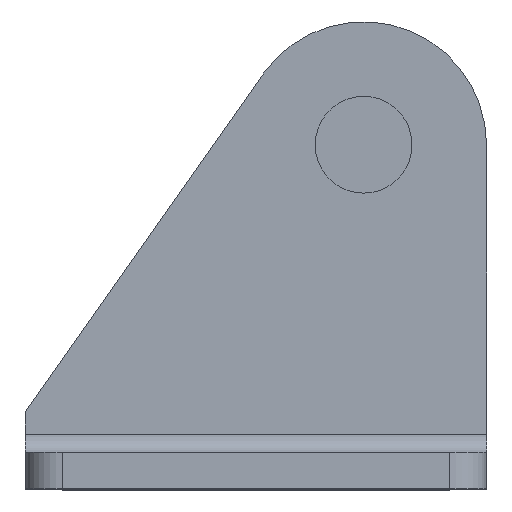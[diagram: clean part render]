
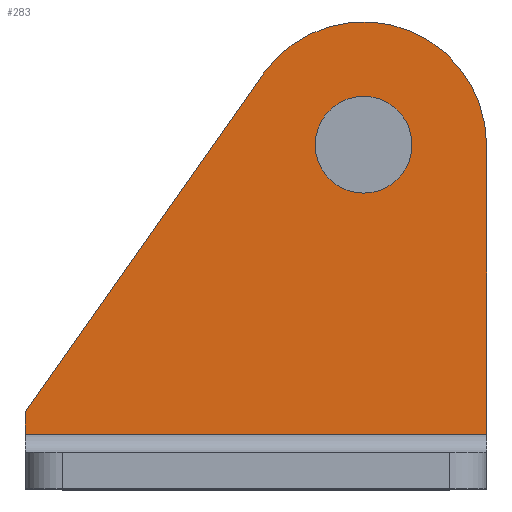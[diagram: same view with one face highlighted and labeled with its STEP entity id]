
A CAD part, top view. The second image highlights one B-rep face of the part: STEP entity #283.
In plain terms, the highlighted planar face has unit normal (0, 0, 1).
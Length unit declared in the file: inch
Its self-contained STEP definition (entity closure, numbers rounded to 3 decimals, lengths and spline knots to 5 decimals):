
#47 = CARTESIAN_POINT ( 'NONE',  ( -0.75, 0.12598, 0.22906 ) ) ;
#73 = CARTESIAN_POINT ( 'NONE',  ( 0., 0.08906, 0.22906 ) ) ;
#130 = CARTESIAN_POINT ( 'NONE',  ( 0., 0.08906, 0.22906 ) ) ;
#176 = CARTESIAN_POINT ( 'NONE',  ( -0.12126, 0.56, 0.22906 ) ) ;
#237 = CARTESIAN_POINT ( 'NONE',  ( 0., 0., 0.22906 ) ) ;
#283 = ADVANCED_FACE ( 'NONE', ( #1540, #502 ), #1032, .T. ) ;
#302 = DIRECTION ( 'NONE',  ( -0.576, -0.818, 0. ) ) ;
#303 = ORIENTED_EDGE ( 'NONE', *, *, #1332, .T. ) ;
#308 = CARTESIAN_POINT ( 'NONE',  ( -0.36356, 0.6751, 0.22906 ) ) ;
#310 = EDGE_CURVE ( 'NONE', #505, #319, #1135, .T. ) ;
#319 = VERTEX_POINT ( 'NONE', #506 ) ;
#324 = DIRECTION ( 'NONE',  ( 0., 0., 1. ) ) ;
#355 = CARTESIAN_POINT ( 'NONE',  ( -0.36356, 0.6751, 0.22906 ) ) ;
#365 = CARTESIAN_POINT ( 'NONE',  ( -0.2, 0.56, 0.22906 ) ) ;
#378 = VECTOR ( 'NONE', #1705, 39.37008 ) ;
#417 = ORIENTED_EDGE ( 'NONE', *, *, #836, .F. ) ;
#419 = CARTESIAN_POINT ( 'NONE',  ( -0.2, 0.56, 0.22906 ) ) ;
#435 = ORIENTED_EDGE ( 'NONE', *, *, #1029, .F. ) ;
#459 = VECTOR ( 'NONE', #1585, 39.37008 ) ;
#494 = DIRECTION ( 'NONE',  ( 0., 0., 1. ) ) ;
#502 = FACE_OUTER_BOUND ( 'NONE', #729, .T. ) ;
#505 = VERTEX_POINT ( 'NONE', #130 ) ;
#506 = CARTESIAN_POINT ( 'NONE',  ( 0., 0.56, 0.22906 ) ) ;
#546 = CIRCLE ( 'NONE', #1253, 0.07874 ) ;
#556 = DIRECTION ( 'NONE',  ( 0., 0., 1. ) ) ;
#563 = DIRECTION ( 'NONE',  ( 1., 0., 0. ) ) ;
#625 = EDGE_CURVE ( 'NONE', #1078, #733, #1012, .T. ) ;
#658 = VECTOR ( 'NONE', #302, 39.37008 ) ;
#660 = ORIENTED_EDGE ( 'NONE', *, *, #1310, .F. ) ;
#683 = EDGE_CURVE ( 'NONE', #733, #956, #921, .T. ) ;
#727 = DIRECTION ( 'NONE',  ( 0., -1., 0. ) ) ;
#729 = EDGE_LOOP ( 'NONE', ( #1103, #435, #919, #303, #1053 ) ) ;
#733 = VERTEX_POINT ( 'NONE', #47 ) ;
#836 = EDGE_CURVE ( 'NONE', #1294, #1739, #1714, .T. ) ;
#863 = CIRCLE ( 'NONE', #1719, 0.2 ) ;
#919 = ORIENTED_EDGE ( 'NONE', *, *, #310, .T. ) ;
#921 = LINE ( 'NONE', #1393, #1649 ) ;
#956 = VERTEX_POINT ( 'NONE', #1143 ) ;
#1012 = LINE ( 'NONE', #308, #658 ) ;
#1029 = EDGE_CURVE ( 'NONE', #505, #956, #1451, .T. ) ;
#1032 = PLANE ( 'NONE',  #1395 ) ;
#1053 = ORIENTED_EDGE ( 'NONE', *, *, #625, .T. ) ;
#1078 = VERTEX_POINT ( 'NONE', #355 ) ;
#1103 = ORIENTED_EDGE ( 'NONE', *, *, #683, .T. ) ;
#1130 = CARTESIAN_POINT ( 'NONE',  ( -0.2, 0.56, 0.22906 ) ) ;
#1135 = LINE ( 'NONE', #237, #459 ) ;
#1143 = CARTESIAN_POINT ( 'NONE',  ( -0.75, 0.08906, 0.22906 ) ) ;
#1253 = AXIS2_PLACEMENT_3D ( 'NONE', #1355, #556, #1494 ) ;
#1257 = DIRECTION ( 'NONE',  ( 1., 0., 0. ) ) ;
#1294 = VERTEX_POINT ( 'NONE', #1631 ) ;
#1310 = EDGE_CURVE ( 'NONE', #1739, #1294, #546, .T. ) ;
#1332 = EDGE_CURVE ( 'NONE', #319, #1078, #863, .T. ) ;
#1355 = CARTESIAN_POINT ( 'NONE',  ( -0.2, 0.56, 0.22906 ) ) ;
#1360 = DIRECTION ( 'NONE',  ( 0., 0., 1. ) ) ;
#1393 = CARTESIAN_POINT ( 'NONE',  ( -0.75, 0.12598, 0.22906 ) ) ;
#1395 = AXIS2_PLACEMENT_3D ( 'NONE', #365, #494, #1441 ) ;
#1419 = AXIS2_PLACEMENT_3D ( 'NONE', #1130, #324, #1257 ) ;
#1441 = DIRECTION ( 'NONE',  ( 1., 0., 0. ) ) ;
#1442 = EDGE_LOOP ( 'NONE', ( #417, #660 ) ) ;
#1451 = LINE ( 'NONE', #73, #378 ) ;
#1494 = DIRECTION ( 'NONE',  ( 1., 0., 0. ) ) ;
#1540 = FACE_BOUND ( 'NONE', #1442, .T. ) ;
#1585 = DIRECTION ( 'NONE',  ( 0., 1., 0. ) ) ;
#1631 = CARTESIAN_POINT ( 'NONE',  ( -0.27874, 0.56, 0.22906 ) ) ;
#1649 = VECTOR ( 'NONE', #727, 39.37008 ) ;
#1705 = DIRECTION ( 'NONE',  ( -1., 0., 0. ) ) ;
#1714 = CIRCLE ( 'NONE', #1419, 0.07874 ) ;
#1719 = AXIS2_PLACEMENT_3D ( 'NONE', #419, #1360, #563 ) ;
#1739 = VERTEX_POINT ( 'NONE', #176 ) ;
